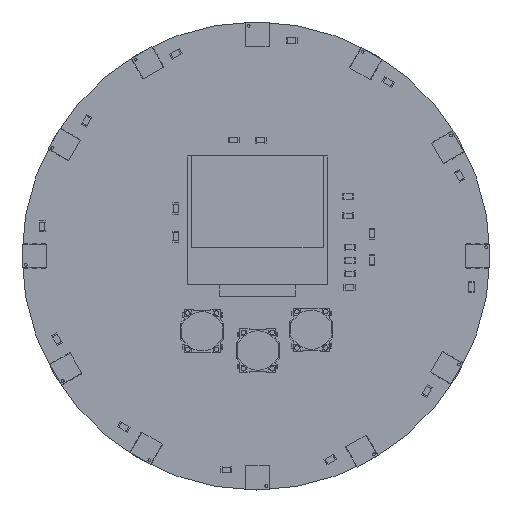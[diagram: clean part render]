
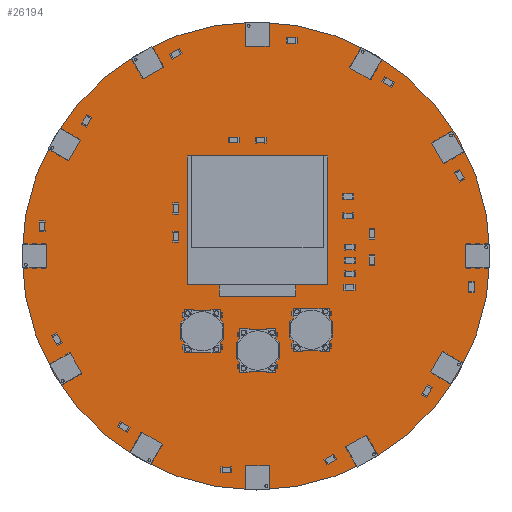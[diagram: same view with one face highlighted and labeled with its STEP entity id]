
A CAD part, top view. The second image highlights one B-rep face of the part: STEP entity #26194.
In plain terms, the highlighted planar face has unit normal (0, 0, 1).
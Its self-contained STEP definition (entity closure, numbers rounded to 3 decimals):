
#26159 = VERTEX_POINT('',#26160);
#26160 = CARTESIAN_POINT('',(118.044,49.657,0.));
#26166 = EDGE_CURVE('',#26159,#26159,#26167,.T.);
#26167 = CIRCLE('',#26168,20.);
#26168 = AXIS2_PLACEMENT_3D('',#26169,#26170,#26171);
#26169 = CARTESIAN_POINT('',(98.044,49.657,0.));
#26170 = DIRECTION('',(0.,0.,1.));
#26171 = DIRECTION('',(1.,0.,0.));
#26194 = ADVANCED_FACE('',(#26195),#26198,.F.);
#26195 = FACE_BOUND('',#26196,.T.);
#26196 = EDGE_LOOP('',(#26197));
#26197 = ORIENTED_EDGE('',*,*,#26166,.T.);
#26198 = PLANE('',#26199);
#26199 = AXIS2_PLACEMENT_3D('',#26200,#26201,#26202);
#26200 = CARTESIAN_POINT('',(118.044,49.657,0.));
#26201 = DIRECTION('',(0.,0.,-1.));
#26202 = DIRECTION('',(-1.,0.,0.));
